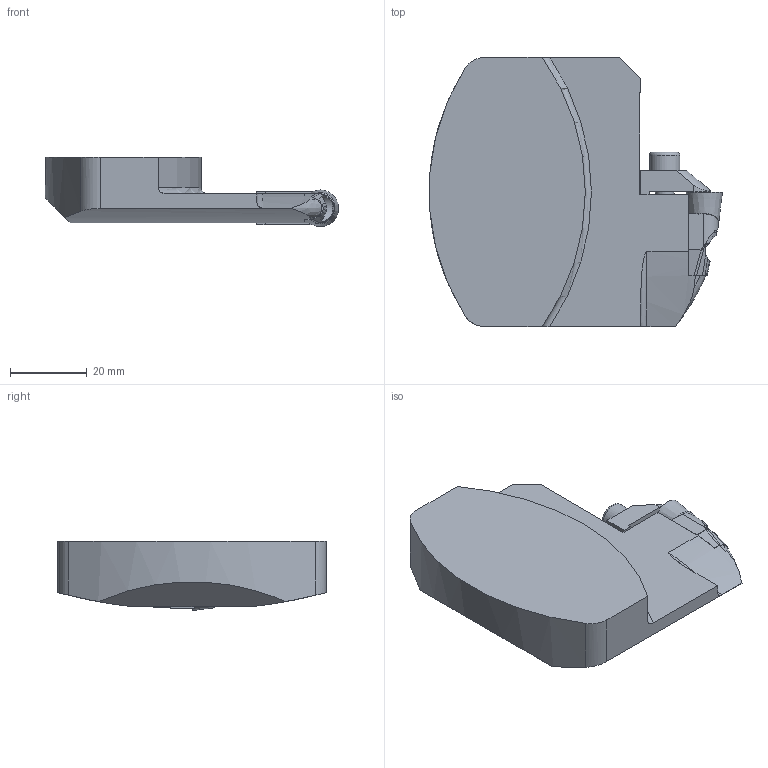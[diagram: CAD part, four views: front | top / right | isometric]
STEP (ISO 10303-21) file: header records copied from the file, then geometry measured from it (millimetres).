
FILE_DESCRIPTION(/* description */ (''),/* implementation_level */ '2;1');
FILE_NAME(/* name */ '1637567344503.stp',/* time_stamp */ '2021-11-22T13:19:20+06:00',/* author */ (''),/* organization */ ('SMS'),/* preprocessor_version */ 'ST-DEVELOPER v16.7',/* originating_system */ 'SIEMENS PLM Software NX 12.0',/* authorisation */ '');
FILE_SCHEMA (('AUTOMOTIVE_DESIGN { 1 0 10303 214 3 1 1 1 }'));
Length unit declared in the file: millimetre
Products named in the file (4): 203686281mod000_00; ASSEMBLY_CONSTRUCTION; 203700182mod000_01; 203700183mod000_01
Assembly tree (3 placements, depth 2):
  203700183mod000_01
    203700182mod000_01
    ASSEMBLY_CONSTRUCTION
    203686281mod000_00
Bounding box: 76.32 x 70 x 18 mm (x, y, z)
Volume: 50112.2 mm3; surface area: 12162.7 mm2
Topology: 2 solids, 4 shells, 94 faces, 249 edges, 170 vertices
Faces by surface type: plane 50, cylinder 26, bspline 9, revolution 3, torus 3, cone 3
Full cylindrical faces by diameter (mm): 4.826 x2, 7.9 x1
Entity records: 3449 total; most frequent: CARTESIAN_POINT 1024, DIRECTION 470, ORIENTED_EDGE 468, EDGE_CURVE 234, AXIS2_PLACEMENT_3D 175, VERTEX_POINT 155, LINE 117, VECTOR 117
